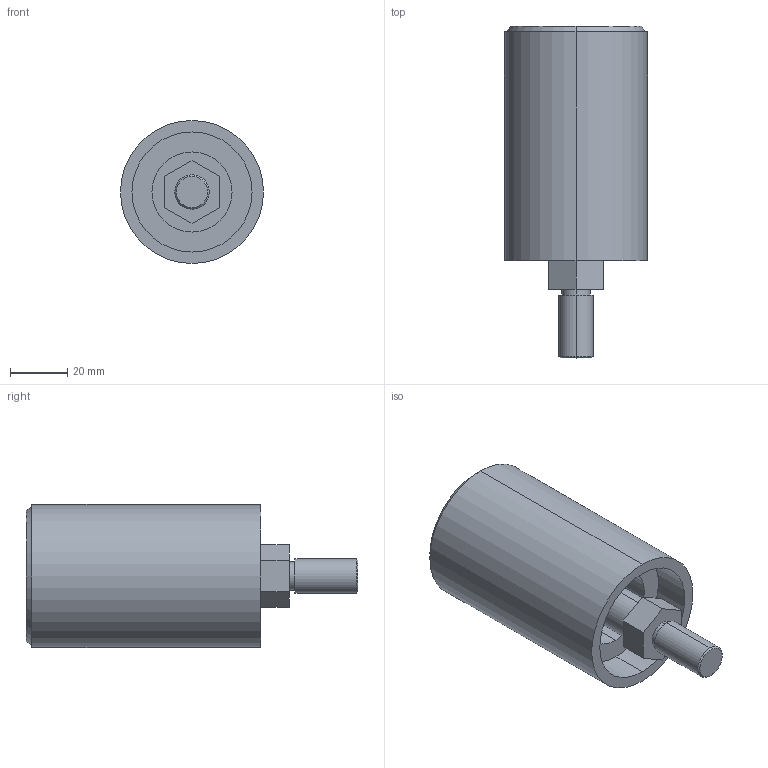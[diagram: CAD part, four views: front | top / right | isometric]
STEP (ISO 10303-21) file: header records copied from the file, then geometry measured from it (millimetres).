
FILE_DESCRIPTION (( 'STEP AP203' ), '1' );
FILE_NAME ('231109 STEP 3-400070-00_1363.STEP', '2023-11-09T13:54:45', ( '' ), ( '' ), 'SwSTEP 2.0', 'SolidWorks 2022', '' );
FILE_SCHEMA (( 'CONFIG_CONTROL_DESIGN' ));
Length unit declared in the file: millimetre
Products named in the file (1): 231109 STEP 3-400070-00_1363
Bounding box: 50 x 116 x 50 mm (x, y, z)
Surface area: 23949.9 mm2 (no closed solid volume)
Topology: 0 solids, 5 shells, 28 faces, 66 edges, 44 vertices
Faces by surface type: cylinder 12, plane 12, cone 4
Entity records: 883 total; most frequent: DIRECTION 156, CARTESIAN_POINT 139, ORIENTED_EDGE 112, EDGE_CURVE 66, AXIS2_PLACEMENT_3D 61, VERTEX_POINT 44, VECTOR 34, LINE 34
